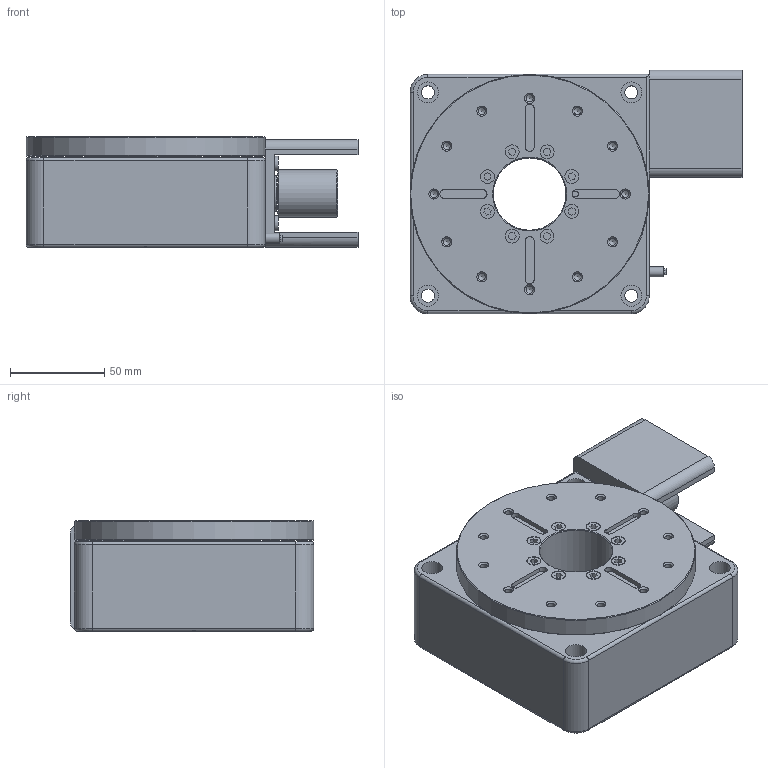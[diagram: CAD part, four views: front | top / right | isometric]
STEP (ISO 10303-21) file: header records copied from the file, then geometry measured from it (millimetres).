
FILE_DESCRIPTION (( 'STEP AP203' ), '1' );
FILE_NAME ('202-1CMA.STEP', '2020-09-11T21:46:57', ( '' ), ( '' ), 'SwSTEP 2.0', 'SolidWorks 2019', '' );
FILE_SCHEMA (( 'CONFIG_CONTROL_DESIGN' ));
Length unit declared in the file: inch
Products named in the file (1): 202-1CMA
Bounding box: 176.23 x 129.24 x 58.72 mm (x, y, z)
Volume: 885342.8 mm3; surface area: 111335 mm2
Topology: 2 solids, 2 shells, 270 faces, 621 edges, 396 vertices
Faces by surface type: plane 131, cylinder 87, cone 46, torus 6
Full cylindrical faces by diameter (mm): 1.27 x4, 3.175 x1, 3.454 x4, 3.797 x12, 4.775 x2, 5.334 x1, 5.563 x1, 6.35 x1, 6.36 x3, 6.375 x1, 6.909 x4, 7.366 x8, 7.874 x3, 8.382 x2, 11.112 x4, 19.05 x1, 25.4 x1, 38.481 x1, 57.15 x1, 127 x1
Entity records: 6965 total; most frequent: DIRECTION 1234, CARTESIAN_POINT 1194, ORIENTED_EDGE 974, EDGE_CURVE 487, AXIS2_PLACEMENT_3D 482, EDGE_LOOP 425, VERTEX_POINT 364, FACE_OUTER_BOUND 326
